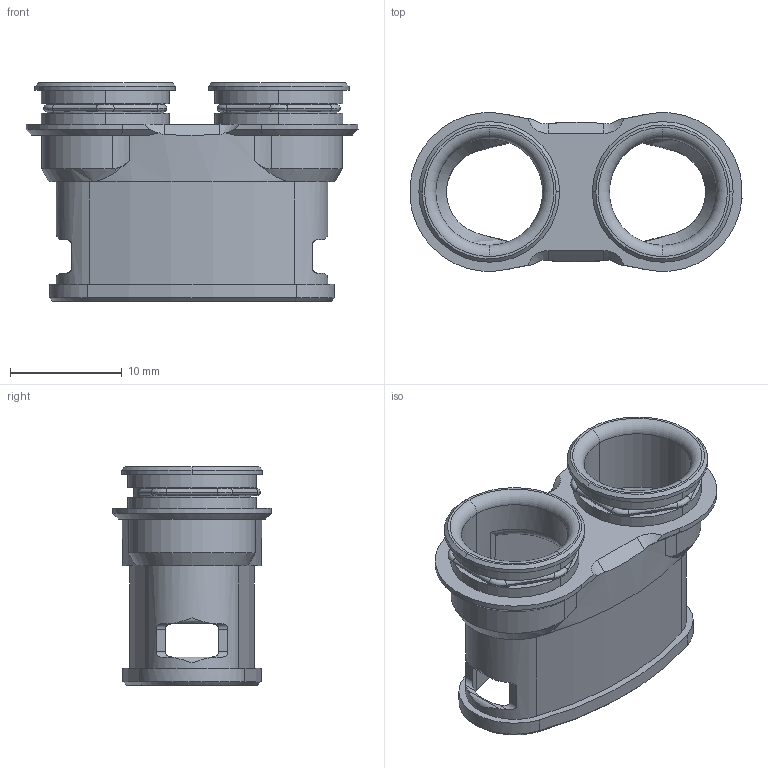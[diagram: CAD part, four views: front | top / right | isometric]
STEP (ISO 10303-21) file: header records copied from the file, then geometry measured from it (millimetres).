
FILE_DESCRIPTION((''),'2;1');
FILE_NAME('00611405518','2019-10-31T',('presta_be4'),(''),'CREO PARAMETRIC BY PTC INC, 2018360','CREO PARAMETRIC BY PTC INC, 2018360','');
FILE_SCHEMA(('CONFIG_CONTROL_DESIGN'));
Length unit declared in the file: millimetre
Products named in the file (1): 00611405518
Bounding box: 29.65 x 14.18 x 19.5 mm (x, y, z)
Volume: 1082.6 mm3; surface area: 2966.4 mm2
Topology: 1 solids, 1 shells, 167 faces, 436 edges, 272 vertices
Faces by surface type: cylinder 86, plane 29, cone 26, torus 26
Entity records: 6634 total; most frequent: CARTESIAN_POINT 2475, ORIENTED_EDGE 872, DIRECTION 868, EDGE_CURVE 436, AXIS2_PLACEMENT_3D 365, VERTEX_POINT 272, CIRCLE 198, EDGE_LOOP 196
